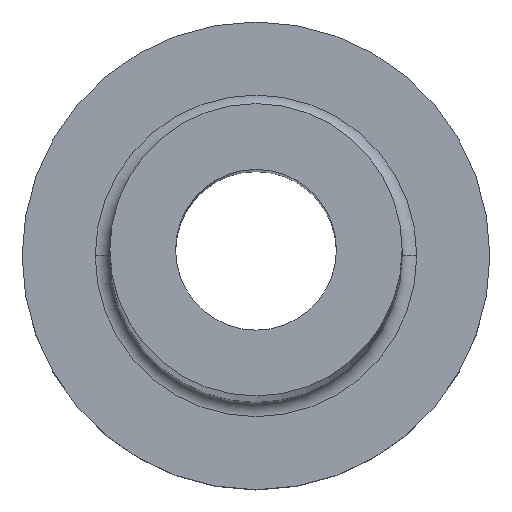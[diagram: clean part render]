
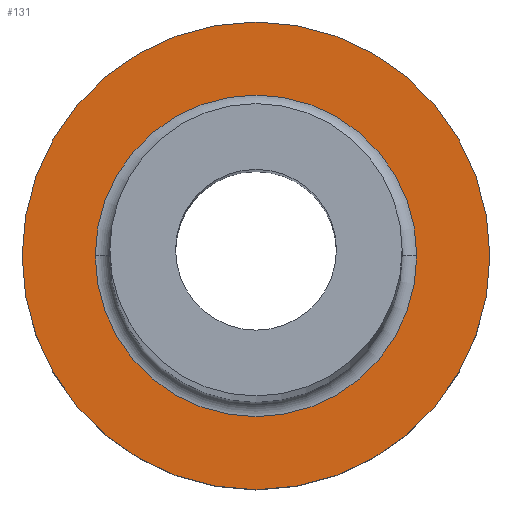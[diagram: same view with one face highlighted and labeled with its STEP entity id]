
A CAD part, top view. The second image highlights one B-rep face of the part: STEP entity #131.
In plain terms, the highlighted planar face has unit normal (0, 0, 1).
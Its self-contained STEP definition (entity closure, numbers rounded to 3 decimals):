
#4 = CARTESIAN_POINT ( 'NONE',  ( 0., 0., 5. ) ) ;
#60 = EDGE_LOOP ( 'NONE', ( #190, #404 ) ) ;
#66 = AXIS2_PLACEMENT_3D ( 'NONE', #446, #408, #186 ) ;
#68 = PLANE ( 'NONE',  #374 ) ;
#93 = EDGE_CURVE ( 'NONE', #367, #279, #323, .T. ) ;
#110 = CIRCLE ( 'NONE', #224, 8. ) ;
#130 = VERTEX_POINT ( 'NONE', #247 ) ;
#131 = ADVANCED_FACE ( 'NONE', ( #322, #289 ), #68, .T. ) ;
#141 = DIRECTION ( 'NONE',  ( 0., 0., 1. ) ) ;
#146 = EDGE_LOOP ( 'NONE', ( #394, #444 ) ) ;
#186 = DIRECTION ( 'NONE',  ( 1., 0., 0. ) ) ;
#188 = CARTESIAN_POINT ( 'NONE',  ( 0., 0., 5. ) ) ;
#190 = ORIENTED_EDGE ( 'NONE', *, *, #420, .T. ) ;
#211 = DIRECTION ( 'NONE',  ( 0., 0., 1. ) ) ;
#221 = VERTEX_POINT ( 'NONE', #440 ) ;
#224 = AXIS2_PLACEMENT_3D ( 'NONE', #188, #369, #439 ) ;
#227 = CARTESIAN_POINT ( 'NONE',  ( -5.5, 0., 5. ) ) ;
#236 = CIRCLE ( 'NONE', #66, 5.5 ) ;
#247 = CARTESIAN_POINT ( 'NONE',  ( -8., 0., 5. ) ) ;
#277 = DIRECTION ( 'NONE',  ( 1., 0., 0. ) ) ;
#279 = VERTEX_POINT ( 'NONE', #327 ) ;
#281 = DIRECTION ( 'NONE',  ( 0., 0., -1. ) ) ;
#282 = DIRECTION ( 'NONE',  ( 1., 0., 0. ) ) ;
#289 = FACE_OUTER_BOUND ( 'NONE', #60, .T. ) ;
#294 = EDGE_CURVE ( 'NONE', #221, #130, #308, .T. ) ;
#308 = CIRCLE ( 'NONE', #460, 8. ) ;
#322 = FACE_BOUND ( 'NONE', #146, .T. ) ;
#323 = CIRCLE ( 'NONE', #387, 5.5 ) ;
#327 = CARTESIAN_POINT ( 'NONE',  ( 5.5, 0., 5. ) ) ;
#353 = DIRECTION ( 'NONE',  ( 1., 0., 0. ) ) ;
#367 = VERTEX_POINT ( 'NONE', #227 ) ;
#369 = DIRECTION ( 'NONE',  ( 0., 0., 1. ) ) ;
#374 = AXIS2_PLACEMENT_3D ( 'NONE', #434, #211, #353 ) ;
#387 = AXIS2_PLACEMENT_3D ( 'NONE', #458, #281, #282 ) ;
#394 = ORIENTED_EDGE ( 'NONE', *, *, #448, .T. ) ;
#404 = ORIENTED_EDGE ( 'NONE', *, *, #294, .T. ) ;
#408 = DIRECTION ( 'NONE',  ( 0., 0., -1. ) ) ;
#420 = EDGE_CURVE ( 'NONE', #130, #221, #110, .T. ) ;
#434 = CARTESIAN_POINT ( 'NONE',  ( 0., 0., 5. ) ) ;
#439 = DIRECTION ( 'NONE',  ( 1., 0., 0. ) ) ;
#440 = CARTESIAN_POINT ( 'NONE',  ( 8., 0., 5. ) ) ;
#444 = ORIENTED_EDGE ( 'NONE', *, *, #93, .T. ) ;
#446 = CARTESIAN_POINT ( 'NONE',  ( 0., 0., 5. ) ) ;
#448 = EDGE_CURVE ( 'NONE', #279, #367, #236, .T. ) ;
#458 = CARTESIAN_POINT ( 'NONE',  ( 0., 0., 5. ) ) ;
#460 = AXIS2_PLACEMENT_3D ( 'NONE', #4, #141, #277 ) ;
